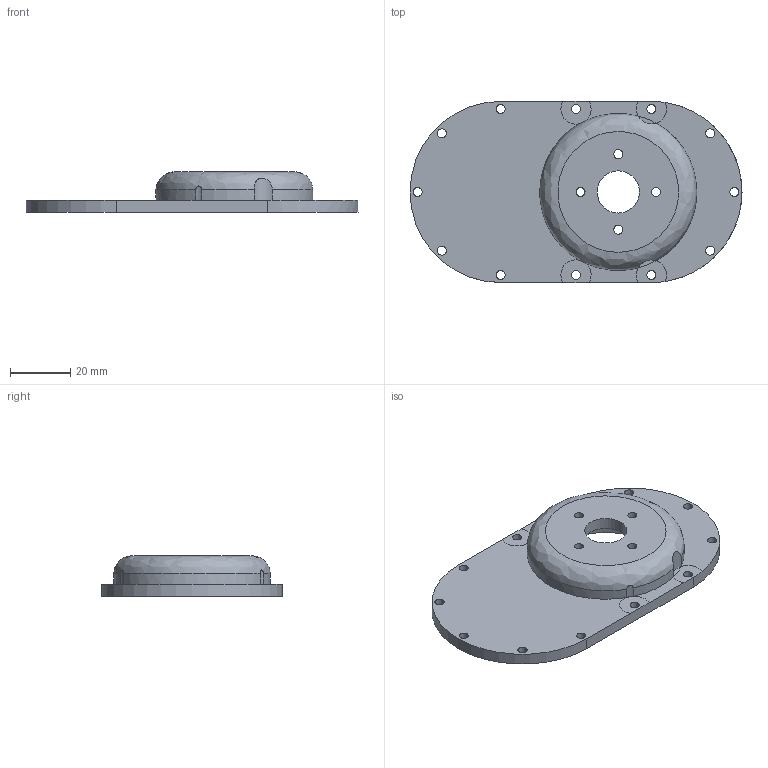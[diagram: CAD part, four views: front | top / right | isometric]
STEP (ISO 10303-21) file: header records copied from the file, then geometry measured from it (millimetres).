
FILE_DESCRIPTION(('FreeCAD Model'),'2;1');
FILE_NAME('MotorMount.step', '2018-07-08T17:35:40',('Author'),(''), 'Open CASCADE STEP processor 7.2','FreeCAD','Unknown');
FILE_SCHEMA(('AUTOMOTIVE_DESIGN_CC2 { 1 2 10303 214 -1 1 5 4 }'));
Length unit declared in the file: millimetre
Products named in the file (1): Pocket002
Bounding box: 110 x 60 x 13.4 mm (x, y, z)
Volume: 31390.4 mm3; surface area: 15234.8 mm2
Topology: 1 solids, 1 shells, 48 faces, 121 edges, 76 vertices
Faces by surface type: cylinder 30, plane 17, bspline 1
Full cylindrical faces by diameter (mm): 3 x16, 14 x1, 36 x2
Entity records: 4634 total; most frequent: CARTESIAN_POINT 2170, DIRECTION 459, ORIENTED_EDGE 242, PCURVE 242, DEFINITIONAL_REPRESENTATION 242, LINE 168, VECTOR 168, CIRCLE 127
